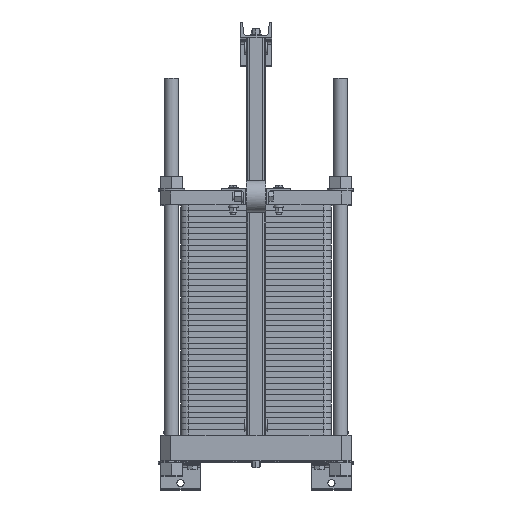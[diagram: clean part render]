
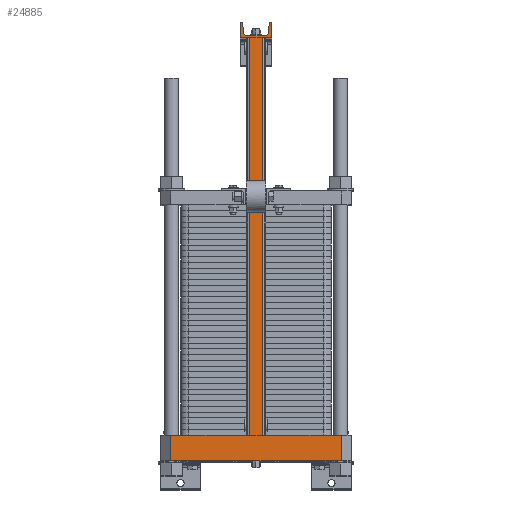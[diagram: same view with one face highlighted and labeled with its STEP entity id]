
A CAD part, top view. The second image highlights one B-rep face of the part: STEP entity #24885.
In plain terms, the highlighted planar face has unit normal (0, 0, 1).
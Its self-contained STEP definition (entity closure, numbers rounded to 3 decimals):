
#4004=LINE('',#37552,#6822);
#4018=LINE('',#37682,#6836);
#4019=LINE('',#37684,#6837);
#4020=LINE('',#37686,#6838);
#4021=LINE('',#37688,#6839);
#4022=LINE('',#37690,#6840);
#4023=LINE('',#37692,#6841);
#4024=LINE('',#37694,#6842);
#4025=LINE('',#37696,#6843);
#4026=LINE('',#37698,#6844);
#4027=LINE('',#37702,#6845);
#4028=LINE('',#37706,#6846);
#4029=LINE('',#37710,#6847);
#4030=LINE('',#37714,#6848);
#4031=LINE('',#37716,#6849);
#4032=LINE('',#37717,#6850);
#6822=VECTOR('',#28990,1.);
#6836=VECTOR('',#29078,10.);
#6837=VECTOR('',#29079,10.);
#6838=VECTOR('',#29080,10.);
#6839=VECTOR('',#29081,10.);
#6840=VECTOR('',#29082,10.);
#6841=VECTOR('',#29083,10.);
#6842=VECTOR('',#29084,10.);
#6843=VECTOR('',#29085,10.);
#6844=VECTOR('',#29086,10.);
#6845=VECTOR('',#29089,10.);
#6846=VECTOR('',#29092,10.);
#6847=VECTOR('',#29095,10.);
#6848=VECTOR('',#29098,10.);
#6849=VECTOR('',#29099,10.);
#6850=VECTOR('',#29100,10.);
#9616=PLANE('',#26115);
#10750=FACE_OUTER_BOUND('',#11893,.T.);
#11893=EDGE_LOOP('',(#19539,#19540,#19541,#19542,#19543,#19544,#19545,#19546,
#19547,#19548,#19549,#19550,#19551,#19552,#19553,#19554,#19555,#19556,#19557,
#19558));
#13337=CIRCLE('',#26116,4.);
#13338=CIRCLE('',#26117,8.);
#13339=CIRCLE('',#26118,8.);
#13340=CIRCLE('',#26119,4.);
#15011=VERTEX_POINT('',#37549);
#15012=VERTEX_POINT('',#37551);
#15043=VERTEX_POINT('',#37681);
#15044=VERTEX_POINT('',#37683);
#15045=VERTEX_POINT('',#37685);
#15046=VERTEX_POINT('',#37687);
#15047=VERTEX_POINT('',#37689);
#15048=VERTEX_POINT('',#37691);
#15049=VERTEX_POINT('',#37693);
#15050=VERTEX_POINT('',#37695);
#15051=VERTEX_POINT('',#37697);
#15052=VERTEX_POINT('',#37699);
#15053=VERTEX_POINT('',#37701);
#15054=VERTEX_POINT('',#37703);
#15055=VERTEX_POINT('',#37705);
#15056=VERTEX_POINT('',#37707);
#15057=VERTEX_POINT('',#37709);
#15058=VERTEX_POINT('',#37711);
#15059=VERTEX_POINT('',#37713);
#15060=VERTEX_POINT('',#37715);
#16823=EDGE_CURVE('',#15012,#15011,#4004,.T.);
#16863=EDGE_CURVE('',#15011,#15043,#4018,.T.);
#16864=EDGE_CURVE('',#15043,#15044,#4019,.T.);
#16865=EDGE_CURVE('',#15045,#15044,#4020,.T.);
#16866=EDGE_CURVE('',#15046,#15045,#4021,.T.);
#16867=EDGE_CURVE('',#15046,#15047,#4022,.T.);
#16868=EDGE_CURVE('',#15047,#15048,#4023,.T.);
#16869=EDGE_CURVE('',#15048,#15049,#4024,.T.);
#16870=EDGE_CURVE('',#15049,#15050,#4025,.T.);
#16871=EDGE_CURVE('',#15050,#15051,#4026,.T.);
#16872=EDGE_CURVE('',#15051,#15052,#13337,.T.);
#16873=EDGE_CURVE('',#15052,#15053,#4027,.T.);
#16874=EDGE_CURVE('',#15053,#15054,#13338,.T.);
#16875=EDGE_CURVE('',#15054,#15055,#4028,.T.);
#16876=EDGE_CURVE('',#15055,#15056,#13339,.T.);
#16877=EDGE_CURVE('',#15056,#15057,#4029,.T.);
#16878=EDGE_CURVE('',#15057,#15058,#13340,.T.);
#16879=EDGE_CURVE('',#15058,#15059,#4030,.T.);
#16880=EDGE_CURVE('',#15059,#15060,#4031,.T.);
#16881=EDGE_CURVE('',#15060,#15012,#4032,.T.);
#19539=ORIENTED_EDGE('',*,*,#16823,.T.);
#19540=ORIENTED_EDGE('',*,*,#16863,.T.);
#19541=ORIENTED_EDGE('',*,*,#16864,.T.);
#19542=ORIENTED_EDGE('',*,*,#16865,.F.);
#19543=ORIENTED_EDGE('',*,*,#16866,.F.);
#19544=ORIENTED_EDGE('',*,*,#16867,.T.);
#19545=ORIENTED_EDGE('',*,*,#16868,.T.);
#19546=ORIENTED_EDGE('',*,*,#16869,.T.);
#19547=ORIENTED_EDGE('',*,*,#16870,.T.);
#19548=ORIENTED_EDGE('',*,*,#16871,.T.);
#19549=ORIENTED_EDGE('',*,*,#16872,.T.);
#19550=ORIENTED_EDGE('',*,*,#16873,.T.);
#19551=ORIENTED_EDGE('',*,*,#16874,.T.);
#19552=ORIENTED_EDGE('',*,*,#16875,.T.);
#19553=ORIENTED_EDGE('',*,*,#16876,.T.);
#19554=ORIENTED_EDGE('',*,*,#16877,.T.);
#19555=ORIENTED_EDGE('',*,*,#16878,.T.);
#19556=ORIENTED_EDGE('',*,*,#16879,.T.);
#19557=ORIENTED_EDGE('',*,*,#16880,.T.);
#19558=ORIENTED_EDGE('',*,*,#16881,.T.);
#24885=ADVANCED_FACE('',(#10750),#9616,.T.);
#26115=AXIS2_PLACEMENT_3D('',#37680,#29076,#29077);
#26116=AXIS2_PLACEMENT_3D('',#37700,#29087,#29088);
#26117=AXIS2_PLACEMENT_3D('',#37704,#29090,#29091);
#26118=AXIS2_PLACEMENT_3D('',#37708,#29093,#29094);
#26119=AXIS2_PLACEMENT_3D('',#37712,#29096,#29097);
#28990=DIRECTION('',(0.,-1.,0.));
#29076=DIRECTION('center_axis',(0.,0.,
1.));
#29077=DIRECTION('ref_axis',(-1.,0.,0.));
#29078=DIRECTION('',(-1.,0.,0.));
#29079=DIRECTION('',(0.,-1.,0.));
#29080=DIRECTION('',(-1.,0.,0.));
#29081=DIRECTION('',(0.,-1.,0.));
#29082=DIRECTION('',(-1.,0.,0.));
#29083=DIRECTION('',(0.,1.,0.));
#29084=DIRECTION('',(1.,0.,0.));
#29085=DIRECTION('',(0.,1.,0.));
#29086=DIRECTION('',(-1.,0.,0.));
#29087=DIRECTION('center_axis',(0.,0.,1.));
#29088=DIRECTION('ref_axis',(0.,1.,0.));
#29089=DIRECTION('',(-0.091,-0.996,0.));
#29090=DIRECTION('center_axis',(0.,0.,-1.));
#29091=DIRECTION('ref_axis',(0.,1.,0.));
#29092=DIRECTION('',(-1.,0.,0.));
#29093=DIRECTION('center_axis',(0.,0.,-1.));
#29094=DIRECTION('ref_axis',(0.996,0.091,0.));
#29095=DIRECTION('',(-0.091,0.996,0.));
#29096=DIRECTION('center_axis',(0.,0.,1.));
#29097=DIRECTION('ref_axis',(0.996,0.091,0.));
#29098=DIRECTION('',(-1.,0.,0.));
#29099=DIRECTION('',(0.,-1.,0.));
#29100=DIRECTION('',(1.,0.,0.));
#37549=CARTESIAN_POINT('',(-16.2,0.,1754.));
#37551=CARTESIAN_POINT('',(-16.2,1000.,1754.));
#37552=CARTESIAN_POINT('',(-16.2,761.,1754.));
#37680=CARTESIAN_POINT('Origin',(215.,0.,1754.));
#37681=CARTESIAN_POINT('',(-215.,0.,1754.));
#37682=CARTESIAN_POINT('',(215.,0.,1754.));
#37683=CARTESIAN_POINT('',(-215.,-65.,1754.));
#37684=CARTESIAN_POINT('',(-215.,0.,1754.));
#37685=CARTESIAN_POINT('',(215.,-65.,1754.));
#37686=CARTESIAN_POINT('',(215.,-65.,1754.));
#37687=CARTESIAN_POINT('',(215.,0.,1754.));
#37688=CARTESIAN_POINT('',(215.,0.,1754.));
#37689=CARTESIAN_POINT('',(16.2,0.,1754.));
#37690=CARTESIAN_POINT('',(215.,0.,1754.));
#37691=CARTESIAN_POINT('',(16.2,1000.,1754.));
#37692=CARTESIAN_POINT('',(16.2,0.,1754.));
#37693=CARTESIAN_POINT('',(40.,1000.,1754.));
#37694=CARTESIAN_POINT('',(-40.,1000.,1754.));
#37695=CARTESIAN_POINT('',(40.,1040.,1754.));
#37696=CARTESIAN_POINT('',(40.,1000.,1754.));
#37697=CARTESIAN_POINT('',(37.45,1040.,1754.));
#37698=CARTESIAN_POINT('',(40.,1040.,1754.));
#37699=CARTESIAN_POINT('',(33.466,1036.366,1754.));
#37700=CARTESIAN_POINT('Origin',(37.45,1036.,1754.));
#37701=CARTESIAN_POINT('',(31.347,1013.269,1754.));
#37702=CARTESIAN_POINT('',(33.466,1036.366,1754.));
#37703=CARTESIAN_POINT('',(23.381,1006.,1754.));
#37704=CARTESIAN_POINT('Origin',(23.381,1014.,1754.));
#37705=CARTESIAN_POINT('',(-23.381,1006.,1754.));
#37706=CARTESIAN_POINT('',(23.381,1006.,1754.));
#37707=CARTESIAN_POINT('',(-31.347,1013.269,1754.));
#37708=CARTESIAN_POINT('Origin',(-23.381,1014.,1754.));
#37709=CARTESIAN_POINT('',(-33.466,1036.366,1754.));
#37710=CARTESIAN_POINT('',(-31.347,1013.269,1754.));
#37711=CARTESIAN_POINT('',(-37.45,1040.,1754.));
#37712=CARTESIAN_POINT('Origin',(-37.45,1036.,1754.));
#37713=CARTESIAN_POINT('',(-40.,1040.,1754.));
#37714=CARTESIAN_POINT('',(-37.45,1040.,1754.));
#37715=CARTESIAN_POINT('',(-40.,1000.,1754.));
#37716=CARTESIAN_POINT('',(-40.,1040.,1754.));
#37717=CARTESIAN_POINT('',(-40.,1000.,1754.));
